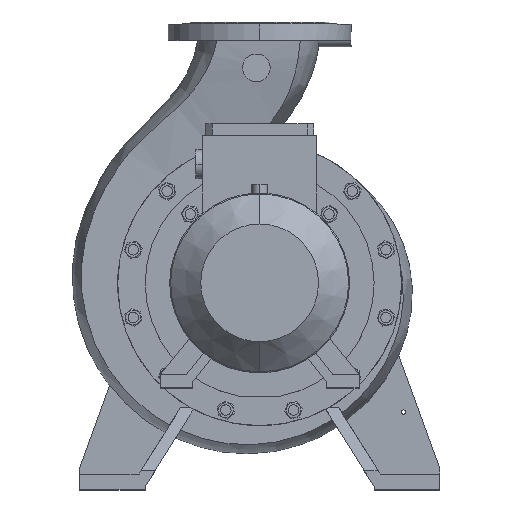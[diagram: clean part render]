
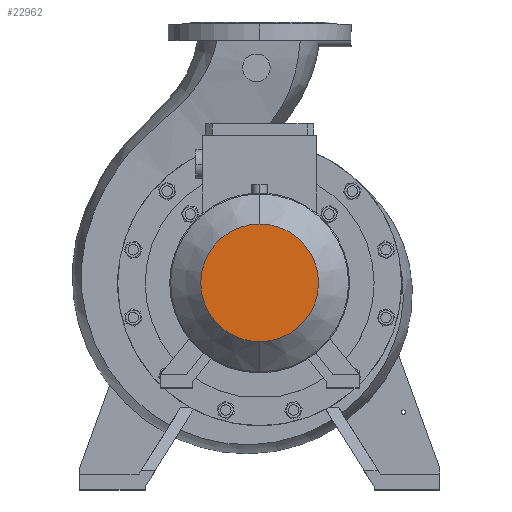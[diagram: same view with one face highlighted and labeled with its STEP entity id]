
A CAD part, top view. The second image highlights one B-rep face of the part: STEP entity #22962.
In plain terms, the highlighted planar face has unit normal (0, 0, 1).
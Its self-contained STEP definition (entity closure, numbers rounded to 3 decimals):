
#397 = DIRECTION ( 'NONE',  ( 0., 0., -1. ) ) ;
#4083 = VERTEX_POINT ( 'NONE', #8261 ) ;
#5622 = DIRECTION ( 'NONE',  ( 0., 0., 1. ) ) ;
#5658 = CARTESIAN_POINT ( 'NONE',  ( 0., -90., 836. ) ) ;
#8228 = CIRCLE ( 'NONE', #49515, 90. ) ;
#8261 = CARTESIAN_POINT ( 'NONE',  ( 0., 90., 836. ) ) ;
#8684 = ORIENTED_EDGE ( 'NONE', *, *, #47151, .F. ) ;
#8872 = VERTEX_POINT ( 'NONE', #5658 ) ;
#14767 = CIRCLE ( 'NONE', #27865, 90. ) ;
#22320 = DIRECTION ( 'NONE',  ( 0., -1., 0. ) ) ;
#22962 = ADVANCED_FACE ( 'NONE', ( #56840 ), #69575, .T. ) ;
#27865 = AXIS2_PLACEMENT_3D ( 'NONE', #42988, #54886, #60183 ) ;
#28927 = DIRECTION ( 'NONE',  ( 0., 1., 0. ) ) ;
#37701 = EDGE_CURVE ( 'NONE', #4083, #8872, #8228, .T. ) ;
#42988 = CARTESIAN_POINT ( 'NONE',  ( 0., 0., 836. ) ) ;
#47151 = EDGE_CURVE ( 'NONE', #8872, #4083, #14767, .T. ) ;
#49515 = AXIS2_PLACEMENT_3D ( 'NONE', #69890, #397, #28927 ) ;
#54886 = DIRECTION ( 'NONE',  ( 0., 0., -1. ) ) ;
#56686 = AXIS2_PLACEMENT_3D ( 'NONE', #57917, #5622, #22320 ) ;
#56840 = FACE_OUTER_BOUND ( 'NONE', #73995, .T. ) ;
#57917 = CARTESIAN_POINT ( 'NONE',  ( 0., 0., 836. ) ) ;
#60183 = DIRECTION ( 'NONE',  ( 0., 1., 0. ) ) ;
#69575 = PLANE ( 'NONE',  #56686 ) ;
#69890 = CARTESIAN_POINT ( 'NONE',  ( 0., 0., 836. ) ) ;
#73312 = ORIENTED_EDGE ( 'NONE', *, *, #37701, .F. ) ;
#73995 = EDGE_LOOP ( 'NONE', ( #73312, #8684 ) ) ;
